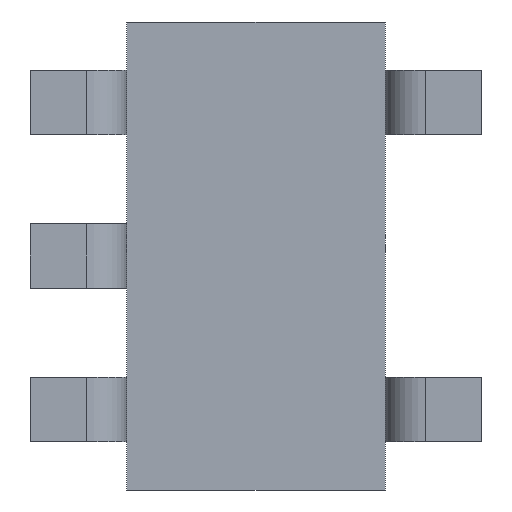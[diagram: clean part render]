
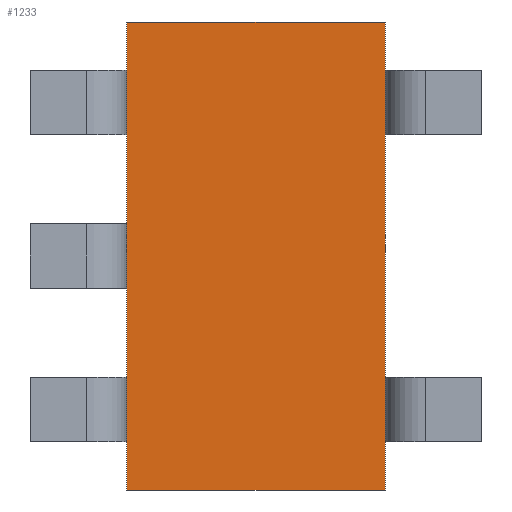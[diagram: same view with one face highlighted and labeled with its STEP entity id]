
A CAD part, front view. The second image highlights one B-rep face of the part: STEP entity #1233.
In plain terms, the highlighted planar face has unit normal (0, -1, 0).
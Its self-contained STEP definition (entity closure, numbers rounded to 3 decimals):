
#44 = CARTESIAN_POINT ( 'NONE',  ( 0.8, 0.1, 1.45 ) ) ;
#85 = LINE ( 'NONE', #1833, #160 ) ;
#160 = VECTOR ( 'NONE', #176, 1000. ) ;
#176 = DIRECTION ( 'NONE',  ( -1., 0., 0. ) ) ;
#277 = VERTEX_POINT ( 'NONE', #1582 ) ;
#520 = DIRECTION ( 'NONE',  ( -1., 0., 0. ) ) ;
#627 = DIRECTION ( 'NONE',  ( 0., 1., 0. ) ) ;
#669 = VERTEX_POINT ( 'NONE', #1426 ) ;
#736 = CARTESIAN_POINT ( 'NONE',  ( 0.8, 0.1, -1.45 ) ) ;
#769 = CARTESIAN_POINT ( 'NONE',  ( -0.8, 0.1, -1.45 ) ) ;
#841 = VERTEX_POINT ( 'NONE', #769 ) ;
#878 = LINE ( 'NONE', #1474, #1804 ) ;
#923 = PLANE ( 'NONE',  #1315 ) ;
#944 = LINE ( 'NONE', #1686, #1532 ) ;
#951 = ORIENTED_EDGE ( 'NONE', *, *, #1126, .F. ) ;
#1022 = EDGE_CURVE ( 'NONE', #277, #669, #85, .T. ) ;
#1090 = EDGE_LOOP ( 'NONE', ( #1343, #951, #1881, #1882 ) ) ;
#1126 = EDGE_CURVE ( 'NONE', #1545, #841, #1829, .T. ) ;
#1181 = DIRECTION ( 'NONE',  ( 0., 0., -1. ) ) ;
#1204 = DIRECTION ( 'NONE',  ( 0., 0., 1. ) ) ;
#1223 = VECTOR ( 'NONE', #520, 1000. ) ;
#1233 = ADVANCED_FACE ( 'NONE', ( #1505 ), #923, .F. ) ;
#1302 = EDGE_CURVE ( 'NONE', #277, #1545, #944, .T. ) ;
#1315 = AXIS2_PLACEMENT_3D ( 'NONE', #44, #627, #1204 ) ;
#1343 = ORIENTED_EDGE ( 'NONE', *, *, #1824, .T. ) ;
#1426 = CARTESIAN_POINT ( 'NONE',  ( -0.8, 0.1, 1.45 ) ) ;
#1474 = CARTESIAN_POINT ( 'NONE',  ( -0.8, 0.1, 1.45 ) ) ;
#1505 = FACE_OUTER_BOUND ( 'NONE', #1090, .T. ) ;
#1532 = VECTOR ( 'NONE', #1705, 1000. ) ;
#1545 = VERTEX_POINT ( 'NONE', #736 ) ;
#1582 = CARTESIAN_POINT ( 'NONE',  ( 0.8, 0.1, 1.45 ) ) ;
#1686 = CARTESIAN_POINT ( 'NONE',  ( 0.8, 0.1, 1.45 ) ) ;
#1705 = DIRECTION ( 'NONE',  ( 0., 0., -1. ) ) ;
#1804 = VECTOR ( 'NONE', #1181, 1000. ) ;
#1818 = CARTESIAN_POINT ( 'NONE',  ( 0.8, 0.1, -1.45 ) ) ;
#1824 = EDGE_CURVE ( 'NONE', #669, #841, #878, .T. ) ;
#1829 = LINE ( 'NONE', #1818, #1223 ) ;
#1833 = CARTESIAN_POINT ( 'NONE',  ( 0.8, 0.1, 1.45 ) ) ;
#1881 = ORIENTED_EDGE ( 'NONE', *, *, #1302, .F. ) ;
#1882 = ORIENTED_EDGE ( 'NONE', *, *, #1022, .T. ) ;
